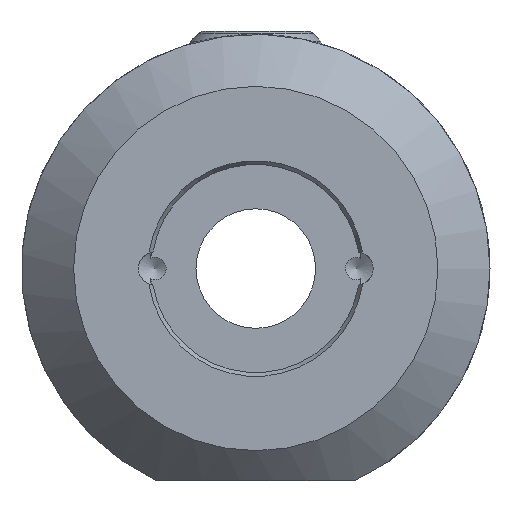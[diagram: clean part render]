
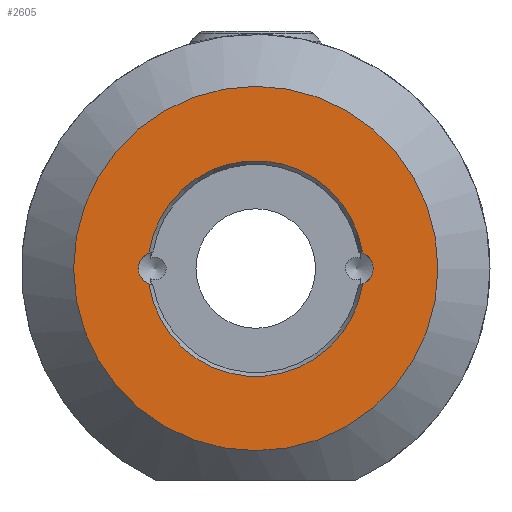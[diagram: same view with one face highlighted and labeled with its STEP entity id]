
A CAD part, left-side view. The second image highlights one B-rep face of the part: STEP entity #2605.
In plain terms, the highlighted planar face has unit normal (-1, 0, 0).
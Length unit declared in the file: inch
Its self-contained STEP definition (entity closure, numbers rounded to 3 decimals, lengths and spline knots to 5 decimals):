
#50=FACE_BOUND('',#591,.T.);
#101=PLANE('',#2858);
#438=FACE_OUTER_BOUND('',#590,.T.);
#590=EDGE_LOOP('',(#1937,#1938));
#591=EDGE_LOOP('',(#1939,#1940,#1941,#1942));
#736=CIRCLE('',#2806,0.10039);
#744=CIRCLE('',#2817,0.10039);
#754=CIRCLE('',#2832,0.65265);
#768=CIRCLE('',#2857,0.65265);
#769=CIRCLE('',#2859,1.10236);
#770=CIRCLE('',#2860,1.10236);
#1067=VERTEX_POINT('',#4498);
#1069=VERTEX_POINT('',#4506);
#1085=VERTEX_POINT('',#4558);
#1087=VERTEX_POINT('',#4566);
#1110=VERTEX_POINT('',#4657);
#1111=VERTEX_POINT('',#4658);
#1366=EDGE_CURVE('',#1069,#1067,#736,.T.);
#1385=EDGE_CURVE('',#1087,#1085,#744,.T.);
#1402=EDGE_CURVE('',#1069,#1085,#754,.T.);
#1424=EDGE_CURVE('',#1087,#1067,#768,.T.);
#1425=EDGE_CURVE('',#1110,#1111,#769,.T.);
#1426=EDGE_CURVE('',#1111,#1110,#770,.T.);
#1937=ORIENTED_EDGE('',*,*,#1425,.F.);
#1938=ORIENTED_EDGE('',*,*,#1426,.F.);
#1939=ORIENTED_EDGE('',*,*,#1366,.T.);
#1940=ORIENTED_EDGE('',*,*,#1424,.F.);
#1941=ORIENTED_EDGE('',*,*,#1385,.T.);
#1942=ORIENTED_EDGE('',*,*,#1402,.F.);
#2605=ADVANCED_FACE('',(#438,#50),#101,.T.);
#2806=AXIS2_PLACEMENT_3D('',#4507,#3229,#3230);
#2817=AXIS2_PLACEMENT_3D('',#4567,#3258,#3259);
#2832=AXIS2_PLACEMENT_3D('',#4604,#3294,#3295);
#2857=AXIS2_PLACEMENT_3D('',#4655,#3349,#3350);
#2858=AXIS2_PLACEMENT_3D('',#4656,#3351,#3352);
#2859=AXIS2_PLACEMENT_3D('',#4659,#3353,#3354);
#2860=AXIS2_PLACEMENT_3D('',#4660,#3355,#3356);
#3229=DIRECTION('center_axis',(1.,0.,0.));
#3230=DIRECTION('ref_axis',(0.,0.,1.));
#3258=DIRECTION('center_axis',(1.,0.,0.));
#3259=DIRECTION('ref_axis',(0.,0.,1.));
#3294=DIRECTION('center_axis',(-1.,0.,0.));
#3295=DIRECTION('ref_axis',(0.,0.,-1.));
#3349=DIRECTION('center_axis',(-1.,0.,0.));
#3350=DIRECTION('ref_axis',(0.,0.,-1.));
#3351=DIRECTION('center_axis',(-1.,0.,0.));
#3352=DIRECTION('ref_axis',(0.,0.,1.));
#3353=DIRECTION('center_axis',(1.,0.,0.));
#3354=DIRECTION('ref_axis',(0.,1.,0.));
#3355=DIRECTION('center_axis',(1.,0.,0.));
#3356=DIRECTION('ref_axis',(0.,1.,0.));
#4498=CARTESIAN_POINT('',(-3.54331,0.64587,0.09386));
#4506=CARTESIAN_POINT('',(-3.54331,0.64587,-0.09386));
#4507=CARTESIAN_POINT('Origin',(-3.54331,0.61024,0.));
#4558=CARTESIAN_POINT('',(-3.54331,-0.64587,-0.09386));
#4566=CARTESIAN_POINT('',(-3.54331,-0.64587,0.09386));
#4567=CARTESIAN_POINT('Origin',(-3.54331,-0.61024,0.));
#4604=CARTESIAN_POINT('Origin',(-3.54331,0.,
0.));
#4655=CARTESIAN_POINT('Origin',(-3.54331,0.,
0.));
#4656=CARTESIAN_POINT('Origin',(-3.54331,0.55118,0.));
#4657=CARTESIAN_POINT('',(-3.54331,1.10236,0.));
#4658=CARTESIAN_POINT('',(-3.54331,-1.10236,0.));
#4659=CARTESIAN_POINT('Origin',(-3.54331,0.,
0.));
#4660=CARTESIAN_POINT('Origin',(-3.54331,0.,
0.));
